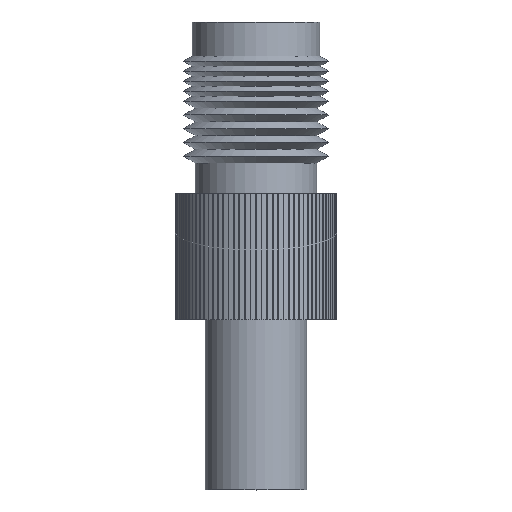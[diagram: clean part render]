
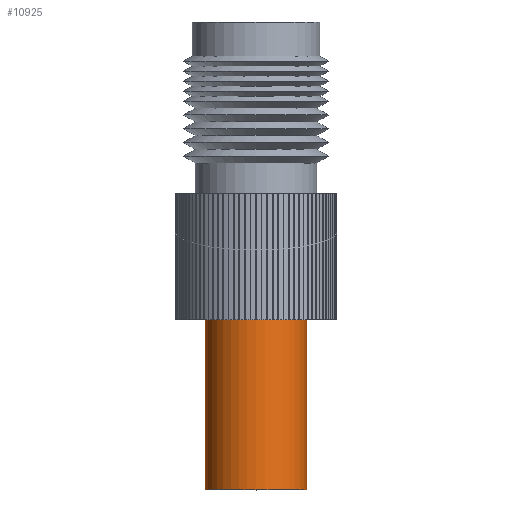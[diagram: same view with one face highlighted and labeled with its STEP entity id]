
A CAD part, top view. The second image highlights one B-rep face of the part: STEP entity #10925.
In plain terms, the highlighted cylindrical face has radius 3.785 mm (diameter 7.569 mm), a partial arc.
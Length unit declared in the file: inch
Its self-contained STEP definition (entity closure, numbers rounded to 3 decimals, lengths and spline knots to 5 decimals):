
#2579 = DIRECTION ( 'NONE',  ( 1., 0., 0. ) ) ;
#2580 = DIRECTION ( 'NONE',  ( 0., 0., 1. ) ) ;
#2581 = CARTESIAN_POINT ( 'NONE',  ( 0., 0., -0.25 ) ) ;
#2582 = AXIS2_PLACEMENT_3D ( 'NONE', #2581, #2580, #2579 ) ;
#2583 = CIRCLE ( 'NONE', #2582, 0.149 ) ;
#2625 = CARTESIAN_POINT ( 'NONE',  ( 0.149, 0., 0.25 ) ) ;
#2670 = DIRECTION ( 'NONE',  ( 1., 0., 0. ) ) ;
#2671 = DIRECTION ( 'NONE',  ( 0., 0., 1. ) ) ;
#2672 = CARTESIAN_POINT ( 'NONE',  ( 0., 0., 0.25 ) ) ;
#2673 = AXIS2_PLACEMENT_3D ( 'NONE', #2672, #2671, #2670 ) ;
#2674 = CIRCLE ( 'NONE', #2673, 0.149 ) ;
#2732 = CARTESIAN_POINT ( 'NONE',  ( -0.149, 0., 0.25 ) ) ;
#2737 = LINE ( 'NONE', #2791, #2790 ) ;
#2738 = CARTESIAN_POINT ( 'NONE',  ( -0.149, 0., -0.25 ) ) ;
#2748 = DIRECTION ( 'NONE',  ( -1., 0., 0. ) ) ;
#2749 = DIRECTION ( 'NONE',  ( 0., 0., -1. ) ) ;
#2750 = CARTESIAN_POINT ( 'NONE',  ( 0., 0., 0.25 ) ) ;
#2751 = AXIS2_PLACEMENT_3D ( 'NONE', #2750, #2749, #2748 ) ;
#2752 = CYLINDRICAL_SURFACE ( 'NONE', #2751, 0.149 ) ;
#2754 = FACE_OUTER_BOUND ( 'NONE', #10921, .T. ) ;
#2755 = DIRECTION ( 'NONE',  ( 0., 0., -1. ) ) ;
#2756 = VECTOR ( 'NONE', #2755, 39.37008 ) ;
#2757 = CARTESIAN_POINT ( 'NONE',  ( -0.149, 0., 0.25 ) ) ;
#2758 = LINE ( 'NONE', #2757, #2756 ) ;
#2788 = CARTESIAN_POINT ( 'NONE',  ( 0.149, 0., -0.25 ) ) ;
#2789 = DIRECTION ( 'NONE',  ( 0., 0., -1. ) ) ;
#2790 = VECTOR ( 'NONE', #2789, 39.37008 ) ;
#2791 = CARTESIAN_POINT ( 'NONE',  ( 0.149, 0., 0.25 ) ) ;
#10864 = EDGE_CURVE ( 'NONE', #10928, #10932, #2583, .T. ) ;
#10871 = ORIENTED_EDGE ( 'NONE', *, *, #10864, .T. ) ;
#10876 = VERTEX_POINT ( 'NONE', #2625 ) ;
#10888 = EDGE_CURVE ( 'NONE', #10911, #10876, #2674, .T. ) ;
#10889 = ORIENTED_EDGE ( 'NONE', *, *, #10924, .T. ) ;
#10911 = VERTEX_POINT ( 'NONE', #2732 ) ;
#10921 = EDGE_LOOP ( 'NONE', ( #10922, #10923, #10889, #10871 ) ) ;
#10922 = ORIENTED_EDGE ( 'NONE', *, *, #10931, .F. ) ;
#10923 = ORIENTED_EDGE ( 'NONE', *, *, #10888, .F. ) ;
#10924 = EDGE_CURVE ( 'NONE', #10911, #10928, #2758, .T. ) ;
#10925 = ADVANCED_FACE ( 'NONE', ( #2754 ), #2752, .T. ) ;
#10928 = VERTEX_POINT ( 'NONE', #2738 ) ;
#10931 = EDGE_CURVE ( 'NONE', #10876, #10932, #2737, .T. ) ;
#10932 = VERTEX_POINT ( 'NONE', #2788 ) ;
